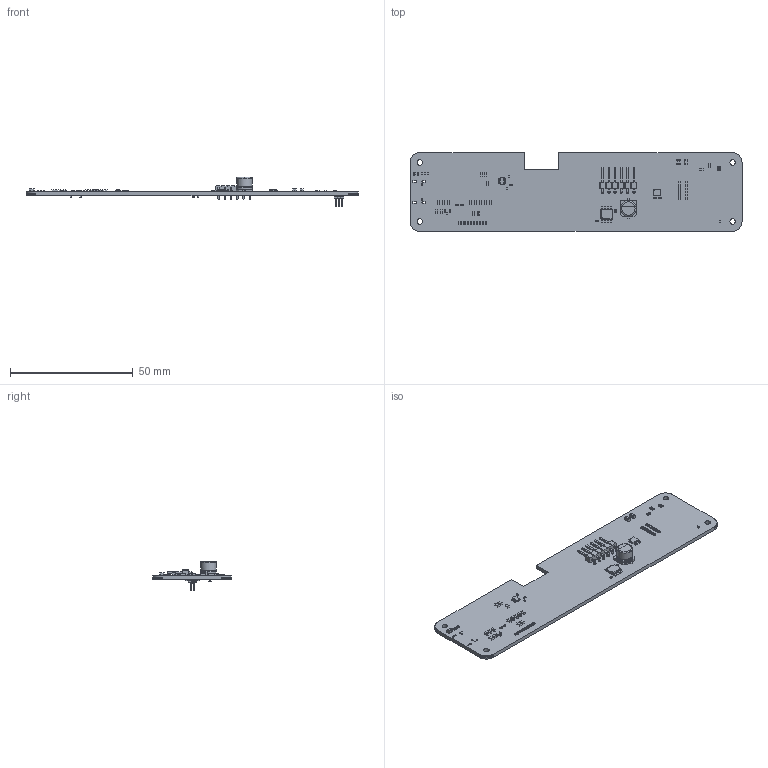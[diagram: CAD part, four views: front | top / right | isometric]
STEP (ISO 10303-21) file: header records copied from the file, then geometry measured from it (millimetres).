
FILE_DESCRIPTION(('KiCad electronic assembly'),'2;1');
FILE_NAME('AutoTiller.step','2023-05-10T07:09:05',('Pcbnew'),('Kicad'), 'Open CASCADE STEP processor 7.6','KiCad to STEP converter','Unknown' );
FILE_SCHEMA(('AUTOMOTIVE_DESIGN { 1 0 10303 214 1 1 1 1 }'));
Length unit declared in the file: millimetre
Products named in the file (24): AutoTiller 1; C_0603_1608Metric; SOLID; C_0402_1005Metric; R_0402_1005Metric; LGA-14_3x2.5mm_P0.5mm_LayoutBorder3x4y; PinHeader_1x06_P2.54mm_Horizontal; HSOP-8-1EP_3.9x4.9mm_P1.27mm_EP2.41x3.1mm; C_0805_2012Metric; TSOT-23-6; CP_Elec_6.3x5.9; PinHeader_2x03_P1.27mm_Vertical_SMD; WLP-4_0.83x0.83mm_P0.4mm; PCB
Assembly tree (86 placements, depth 3):
  AutoTiller 1
    C_0603_1608Metric  x15
      SOLID
    C_0402_1005Metric  x23
      SOLID
    R_0402_1005Metric  x26
      SOLID
    LGA-14_3x2.5mm_P0.5mm_LayoutBorder3x4y
      SOLID
    PinHeader_1x06_P2.54mm_Horizontal
      SOLID
    HSOP-8-1EP_3.9x4.9mm_P1.27mm_EP2.41x3.1mm
      SOLID
    C_0805_2012Metric  x3
      SOLID
    TSOT-23-6
      SOLID
    CP_Elec_6.3x5.9
      SOLID
    PinHeader_2x03_P1.27mm_Vertical_SMD
      SOLID
    WLP-4_0.83x0.83mm_P0.4mm
      SOLID
    PCB
Bounding box: 135 x 32 x 11.98 mm (x, y, z)
Volume: 6991.8 mm3; surface area: 10035.4 mm2
Topology: 75 solids, 75 shells, 2733 faces, 7077 edges, 4613 vertices
Faces by surface type: plane 1862, cylinder 798, bspline 64, torus 4, sphere 4, revolution 1
Full cylindrical faces by diameter (mm): 0.2 x9, 0.6 x1, 1 x6, 2.2 x4, 6.3 x2
Entity records: 72618 total; most frequent: CARTESIAN_POINT 12831, DIRECTION 9940, LINE 7111, VECTOR 7111, ORIENTED_EDGE 5274, PCURVE 5274, DEFINITIONAL_REPRESENTATION 5274, EDGE_CURVE 2637
